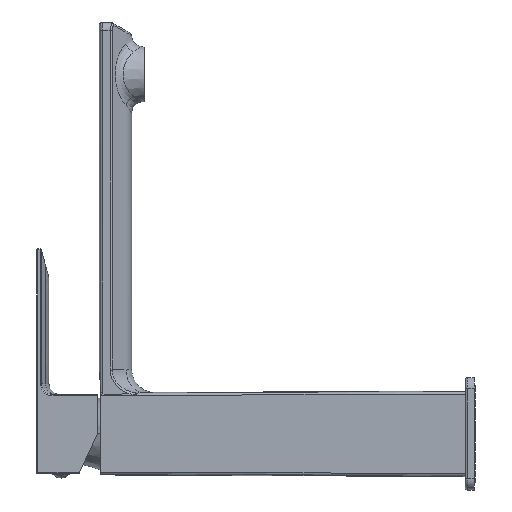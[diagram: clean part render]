
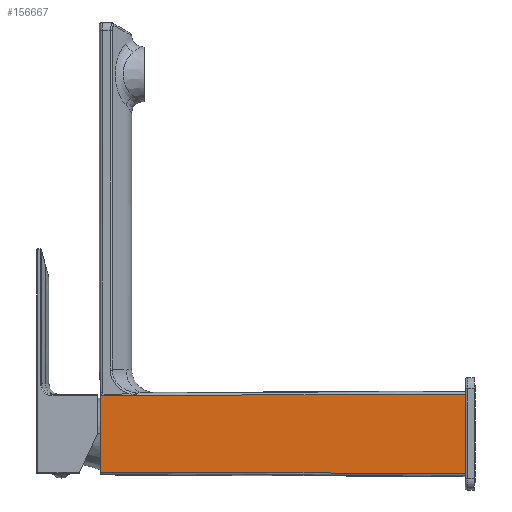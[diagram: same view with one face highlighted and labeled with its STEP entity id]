
A CAD part, left-side view. The second image highlights one B-rep face of the part: STEP entity #156667.
In plain terms, the highlighted planar face has unit normal (-1, 0.005, 0).
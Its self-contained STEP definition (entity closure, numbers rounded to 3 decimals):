
#54563=CARTESIAN_POINT('',(-18.75,0.,17.69));
#54618=DIRECTION('',(0.,0.,1.));
#54619=VECTOR('',#54618,35.38);
#54620=CARTESIAN_POINT('',(-18.75,0.,-17.69));
#54621=LINE('',#54620,#54619);
#54622=DIRECTION('',(-0.005,-1.,-0.004));
#54623=VECTOR('',#54622,162.3);
#54624=CARTESIAN_POINT('',(-18.001,162.297,
-17.001));
#54625=LINE('',#54624,#54623);
#54626=DIRECTION('',(0.,0.,1.));
#54627=VECTOR('',#54626,34.009);
#54628=CARTESIAN_POINT('',(-18.001,162.297,
-17.001));
#54629=LINE('',#54628,#54627);
#54630=CARTESIAN_POINT('',(-18.75,0.,17.69));
#54631=CARTESIAN_POINT('',(-18.667,18.034,
17.613));
#54632=CARTESIAN_POINT('',(-18.5,54.101,
17.46));
#54633=CARTESIAN_POINT('',(-18.251,108.2,
17.23));
#54634=CARTESIAN_POINT('',(-18.084,144.265,
17.077));
#54635=CARTESIAN_POINT('',(-18.001,162.297,
17.001));
#54637=CARTESIAN_POINT('',(-18.75,0.,-17.69));
#54659=CARTESIAN_POINT('',(-18.001,162.297,
-17.001));
#84124=VERTEX_POINT('',#54659);
#84126=CARTESIAN_POINT('',(-18.001,162.297,
17.009));
#84127=VERTEX_POINT('',#84126);
#95425=VERTEX_POINT('',#54563);
#95427=VERTEX_POINT('',#54637);
#156655=CARTESIAN_POINT('',(-17.992,164.297,
-21.754));
#156656=DIRECTION('',(-1.,0.005,0.));
#156657=DIRECTION('',(-0.005,-1.,0.));
#156658=AXIS2_PLACEMENT_3D('',#156655,#156656,#156657);
#156659=PLANE('',#156658);
#156660=ORIENTED_EDGE('',*,*,#145334,.F.);
#156662=ORIENTED_EDGE('',*,*,#156661,.F.);
#156663=ORIENTED_EDGE('',*,*,#155469,.T.);
#156664=ORIENTED_EDGE('',*,*,#156636,.F.);
#156665=EDGE_LOOP('',(#156660,#156662,#156663,#156664));
#156666=FACE_OUTER_BOUND('',#156665,.F.);
#156667=ADVANCED_FACE('',(#156666),#156659,.T.);
#54636=B_SPLINE_CURVE_WITH_KNOTS('',3,(#54630,#54631,#54632,#54633,#54634,
#54635),.UNSPECIFIED.,.F.,.F.,(4,1,1,4),(0.,0.333,
0.667,1.),.UNSPECIFIED.);
#145334=EDGE_CURVE('',#95427,#95425,#54621,.T.);
#155469=EDGE_CURVE('',#84124,#84127,#54629,.T.);
#156636=EDGE_CURVE('',#95425,#84127,#54636,.T.);
#156661=EDGE_CURVE('',#84124,#95427,#54625,.T.);
